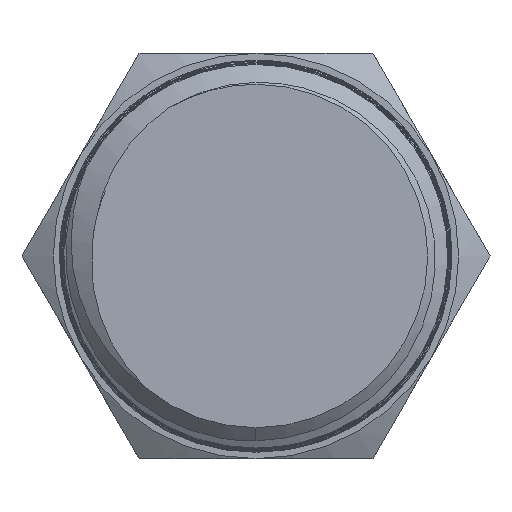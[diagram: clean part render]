
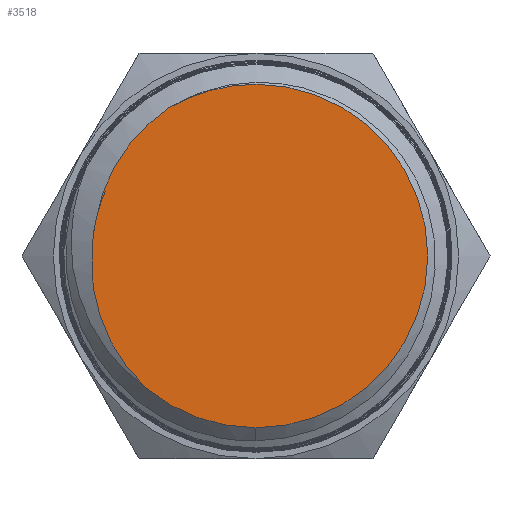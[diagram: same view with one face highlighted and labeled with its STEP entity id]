
A CAD part, front view. The second image highlights one B-rep face of the part: STEP entity #3518.
In plain terms, the highlighted planar face has unit normal (0, -1, 0).
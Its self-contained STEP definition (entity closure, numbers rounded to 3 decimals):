
#32 = CARTESIAN_POINT ( 'NONE',  ( -4.987, 0., 7.863 ) ) ;
#162 = EDGE_CURVE ( 'NONE', #2915, #4347, #2660, .T. ) ;
#179 = ORIENTED_EDGE ( 'NONE', *, *, #3888, .F. ) ;
#228 = CARTESIAN_POINT ( 'NONE',  ( -8.869, 0., -1.517 ) ) ;
#249 = EDGE_CURVE ( 'NONE', #5592, #1335, #1106, .T. ) ;
#559 = CARTESIAN_POINT ( 'NONE',  ( 0., 0., 9.323 ) ) ;
#670 = CARTESIAN_POINT ( 'NONE',  ( -8.901, 0., -0.216 ) ) ;
#676 = ORIENTED_EDGE ( 'NONE', *, *, #249, .T. ) ;
#709 = FACE_OUTER_BOUND ( 'NONE', #5580, .T. ) ;
#751 = DIRECTION ( 'NONE',  ( 0., 0., 1. ) ) ;
#816 = VERTEX_POINT ( 'NONE', #2106 ) ;
#864 = DIRECTION ( 'NONE',  ( 0., 1., 0. ) ) ;
#887 = CARTESIAN_POINT ( 'NONE',  ( -8.097, 0., 4.003 ) ) ;
#924 = CARTESIAN_POINT ( 'NONE',  ( -5.951, 0., -7.176 ) ) ;
#1088 = CARTESIAN_POINT ( 'NONE',  ( -6.415, 0., -6.725 ) ) ;
#1106 = CIRCLE ( 'NONE', #4107, 9.323 ) ;
#1126 = DIRECTION ( 'NONE',  ( 0., -1., 0. ) ) ;
#1326 = CARTESIAN_POINT ( 'NONE',  ( -7.683, 0., 4.85 ) ) ;
#1335 = VERTEX_POINT ( 'NONE', #4586 ) ;
#1389 = B_SPLINE_CURVE_WITH_KNOTS ( 'NONE', 3,
 ( #3893, #2624, #3498, #887, #3961, #1326, #4391, #1772, #4829, #2200, #5261, #2640, #32, #3073 ),
 .UNSPECIFIED., .F., .F.,
 ( 4, 2, 2, 2, 2, 2, 4 ),
 ( 0., 0.002, 0.003, 0.004, 0.006, 0.007, 0.007 ),
 .UNSPECIFIED. ) ;
#1487 = CARTESIAN_POINT ( 'NONE',  ( 0., 0., 0. ) ) ;
#1523 = CARTESIAN_POINT ( 'NONE',  ( -7.049, 0., -5.978 ) ) ;
#1661 = CIRCLE ( 'NONE', #4932, 9.323 ) ;
#1715 = EDGE_CURVE ( 'NONE', #4347, #5592, #1661, .T. ) ;
#1718 = CARTESIAN_POINT ( 'NONE',  ( -8.697, 0., 1.902 ) ) ;
#1772 = CARTESIAN_POINT ( 'NONE',  ( -7.013, 0., 5.911 ) ) ;
#1782 = CARTESIAN_POINT ( 'NONE',  ( -8.901, 0., -0.216 ) ) ;
#1923 = DIRECTION ( 'NONE',  ( 0., 0., 1. ) ) ;
#1954 = CARTESIAN_POINT ( 'NONE',  ( -7.928, 0., -4.615 ) ) ;
#2023 = DIRECTION ( 'NONE',  ( 0., 0., 1. ) ) ;
#2042 = ORIENTED_EDGE ( 'NONE', *, *, #4086, .F. ) ;
#2062 = CARTESIAN_POINT ( 'NONE',  ( 0., 0., 0. ) ) ;
#2106 = CARTESIAN_POINT ( 'NONE',  ( -8.697, 0., 1.902 ) ) ;
#2200 = CARTESIAN_POINT ( 'NONE',  ( -5.957, 0., 7.066 ) ) ;
#2331 = AXIS2_PLACEMENT_3D ( 'NONE', #4190, #1126, #2023 ) ;
#2397 = CARTESIAN_POINT ( 'NONE',  ( -8.422, 0., -3.411 ) ) ;
#2437 = ORIENTED_EDGE ( 'NONE', *, *, #5322, .F. ) ;
#2461 = CARTESIAN_POINT ( 'NONE',  ( 0., 0., -9.323 ) ) ;
#2624 = CARTESIAN_POINT ( 'NONE',  ( -8.598, 0., 2.527 ) ) ;
#2640 = CARTESIAN_POINT ( 'NONE',  ( -5.238, 0., 7.677 ) ) ;
#2660 = CIRCLE ( 'NONE', #2331, 9.323 ) ;
#2834 = CARTESIAN_POINT ( 'NONE',  ( -8.689, 0., -2.471 ) ) ;
#2915 = VERTEX_POINT ( 'NONE', #4152 ) ;
#3073 = CARTESIAN_POINT ( 'NONE',  ( -4.727, 0., 8.036 ) ) ;
#3274 = CARTESIAN_POINT ( 'NONE',  ( -8.921, 0., -0.872 ) ) ;
#3476 = CARTESIAN_POINT ( 'NONE',  ( 0., 0., 0. ) ) ;
#3498 = CARTESIAN_POINT ( 'NONE',  ( -8.434, 0., 3.13 ) ) ;
#3518 = ADVANCED_FACE ( 'NONE', ( #709 ), #3918, .F. ) ;
#3519 = ORIENTED_EDGE ( 'NONE', *, *, #1715, .T. ) ;
#3661 = B_SPLINE_CURVE_WITH_KNOTS ( 'NONE', 3,
 ( #924, #5349, #1088, #4144, #1523, #4581, #1954, #5027, #2397, #5456, #2834, #228, #3274, #670 ),
 .UNSPECIFIED., .F., .F.,
 ( 4, 2, 2, 2, 2, 2, 4 ),
 ( 0.005, 0.006, 0.007, 0.009, 0.01, 0.011, 0.013 ),
 .UNSPECIFIED. ) ;
#3696 = VERTEX_POINT ( 'NONE', #1782 ) ;
#3875 = CARTESIAN_POINT ( 'NONE',  ( -8.918, 0., 0.495 ) ) ;
#3888 = EDGE_CURVE ( 'NONE', #816, #1335, #1389, .T. ) ;
#3893 = CARTESIAN_POINT ( 'NONE',  ( -8.697, 0., 1.902 ) ) ;
#3918 = PLANE ( 'NONE',  #5622 ) ;
#3935 = DIRECTION ( 'NONE',  ( 0., 0., 1. ) ) ;
#3961 = CARTESIAN_POINT ( 'NONE',  ( -7.969, 0., 4.289 ) ) ;
#4086 = EDGE_CURVE ( 'NONE', #2915, #3696, #3661, .T. ) ;
#4107 = AXIS2_PLACEMENT_3D ( 'NONE', #2062, #5126, #751 ) ;
#4144 = CARTESIAN_POINT ( 'NONE',  ( -6.845, 0., -6.236 ) ) ;
#4152 = CARTESIAN_POINT ( 'NONE',  ( -5.951, 0., -7.176 ) ) ;
#4190 = CARTESIAN_POINT ( 'NONE',  ( 0., 0., 0. ) ) ;
#4237 = B_SPLINE_CURVE_WITH_KNOTS ( 'NONE', 3,
 ( #5175, #3875, #4339, #1718 ),
 .UNSPECIFIED., .F., .F.,
 ( 4, 4 ),
 ( 0., 0.002 ),
 .UNSPECIFIED. ) ;
#4339 = CARTESIAN_POINT ( 'NONE',  ( -8.849, 0., 1.207 ) ) ;
#4347 = VERTEX_POINT ( 'NONE', #2461 ) ;
#4391 = CARTESIAN_POINT ( 'NONE',  ( -7.524, 0., 5.124 ) ) ;
#4548 = DIRECTION ( 'NONE',  ( 0., -1., 0. ) ) ;
#4581 = CARTESIAN_POINT ( 'NONE',  ( -7.613, 0., -5.18 ) ) ;
#4586 = CARTESIAN_POINT ( 'NONE',  ( -4.727, 0., 8.036 ) ) ;
#4829 = CARTESIAN_POINT ( 'NONE',  ( -6.621, 0., 6.397 ) ) ;
#4932 = AXIS2_PLACEMENT_3D ( 'NONE', #1487, #4548, #1923 ) ;
#4967 = ORIENTED_EDGE ( 'NONE', *, *, #162, .T. ) ;
#5027 = CARTESIAN_POINT ( 'NONE',  ( -8.309, 0., -3.719 ) ) ;
#5126 = DIRECTION ( 'NONE',  ( 0., -1., 0. ) ) ;
#5175 = CARTESIAN_POINT ( 'NONE',  ( -8.901, 0., -0.216 ) ) ;
#5261 = CARTESIAN_POINT ( 'NONE',  ( -5.722, 0., 7.28 ) ) ;
#5322 = EDGE_CURVE ( 'NONE', #3696, #816, #4237, .T. ) ;
#5349 = CARTESIAN_POINT ( 'NONE',  ( -6.189, 0., -6.957 ) ) ;
#5456 = CARTESIAN_POINT ( 'NONE',  ( -8.612, 0., -2.786 ) ) ;
#5580 = EDGE_LOOP ( 'NONE', ( #179, #2437, #2042, #4967, #3519, #676 ) ) ;
#5592 = VERTEX_POINT ( 'NONE', #559 ) ;
#5622 = AXIS2_PLACEMENT_3D ( 'NONE', #3476, #864, #3935 ) ;
